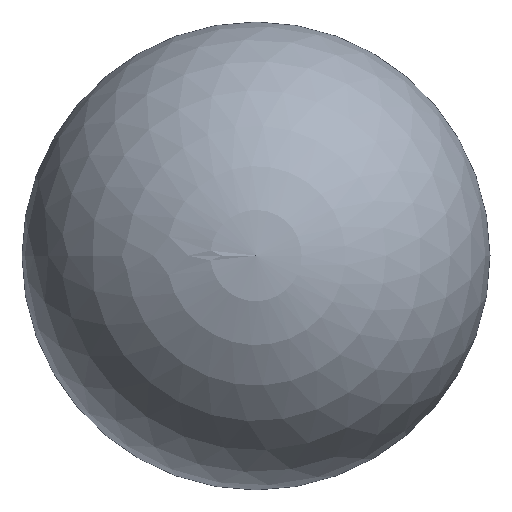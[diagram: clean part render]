
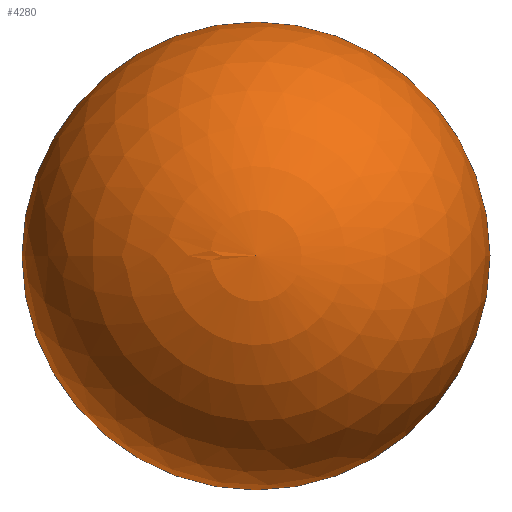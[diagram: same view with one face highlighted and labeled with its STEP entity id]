
A CAD part, top view. The second image highlights one B-rep face of the part: STEP entity #4280.
In plain terms, the highlighted spherical face has radius 21.2 mm.
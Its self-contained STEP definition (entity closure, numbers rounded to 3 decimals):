
#1020 = CIRCLE ( 'NONE', #2167, 21.2 ) ;
#1574 = DIRECTION ( 'NONE',  ( -1., 0., 0. ) ) ;
#1836 = DIRECTION ( 'NONE',  ( -1., 0., 0. ) ) ;
#2074 = SPHERICAL_SURFACE ( 'NONE', #6792, 21.2 ) ;
#2167 = AXIS2_PLACEMENT_3D ( 'NONE', #5538, #4850, #1836 ) ;
#2531 = EDGE_CURVE ( 'NONE', #9033, #5583, #5890, .T. ) ;
#2737 = AXIS2_PLACEMENT_3D ( 'NONE', #5370, #9153, #1574 ) ;
#3382 = DIRECTION ( 'NONE',  ( 0., 0., 1. ) ) ;
#3447 = DIRECTION ( 'NONE',  ( -1., 0., 0. ) ) ;
#4280 = ADVANCED_FACE ( 'NONE', ( #6933 ), #2074, .T. ) ;
#4723 = ORIENTED_EDGE ( 'NONE', *, *, #2531, .F. ) ;
#4850 = DIRECTION ( 'NONE',  ( 0., 0., -1. ) ) ;
#5370 = CARTESIAN_POINT ( 'NONE',  ( 0., 0., 0. ) ) ;
#5538 = CARTESIAN_POINT ( 'NONE',  ( 0., 0., 0. ) ) ;
#5583 = VERTEX_POINT ( 'NONE', #6760 ) ;
#5890 = CIRCLE ( 'NONE', #2737, 21.2 ) ;
#6760 = CARTESIAN_POINT ( 'NONE',  ( -21.2, 0., 0. ) ) ;
#6792 = AXIS2_PLACEMENT_3D ( 'NONE', #7901, #3382, #3447 ) ;
#6933 = FACE_OUTER_BOUND ( 'NONE', #6982, .T. ) ;
#6982 = EDGE_LOOP ( 'NONE', ( #7924, #4723 ) ) ;
#7791 = EDGE_CURVE ( 'NONE', #5583, #9033, #1020, .T. ) ;
#7901 = CARTESIAN_POINT ( 'NONE',  ( 0., 0., 0. ) ) ;
#7924 = ORIENTED_EDGE ( 'NONE', *, *, #7791, .F. ) ;
#8018 = CARTESIAN_POINT ( 'NONE',  ( 21.2, 0., 0. ) ) ;
#9033 = VERTEX_POINT ( 'NONE', #8018 ) ;
#9153 = DIRECTION ( 'NONE',  ( 0., 0., -1. ) ) ;
